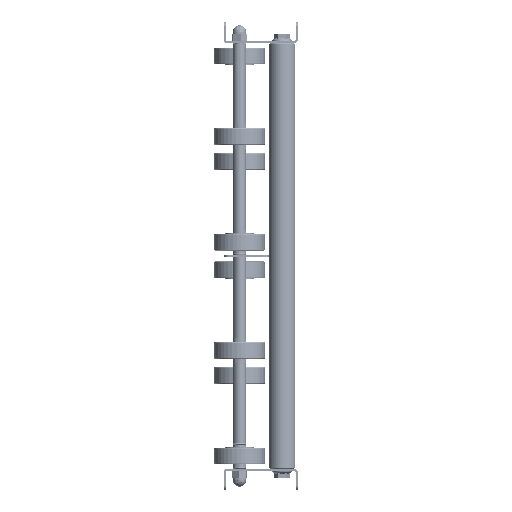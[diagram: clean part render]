
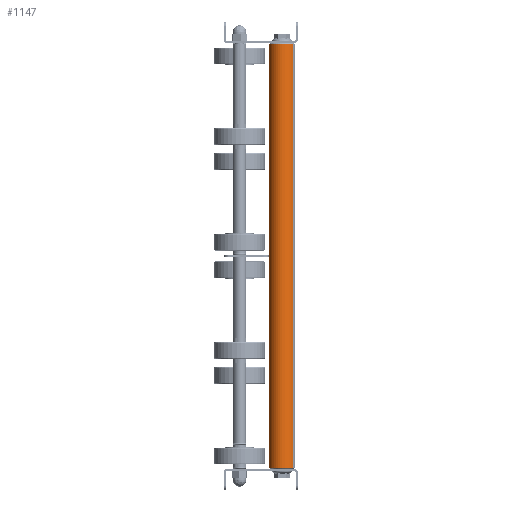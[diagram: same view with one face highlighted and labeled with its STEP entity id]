
A CAD part, left-side view. The second image highlights one B-rep face of the part: STEP entity #1147.
In plain terms, the highlighted cylindrical face has radius 12.5 mm (diameter 25 mm), a partial arc.
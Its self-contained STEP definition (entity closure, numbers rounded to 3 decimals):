
#19 = CYLINDRICAL_SURFACE ( 'NONE', #3348, 12.5 ) ;
#1109 = DIRECTION ( 'NONE',  ( -1., 0., 0. ) ) ;
#1147 = ADVANCED_FACE ( 'NONE', ( #14982 ), #19, .T. ) ;
#1277 = CARTESIAN_POINT ( 'NONE',  ( 1., 0., -12.5 ) ) ;
#1839 = VERTEX_POINT ( 'NONE', #18671 ) ;
#1935 = CARTESIAN_POINT ( 'NONE',  ( 399., 0., 12.5 ) ) ;
#2236 = CARTESIAN_POINT ( 'NONE',  ( 400., 0., 12.5 ) ) ;
#2344 = LINE ( 'NONE', #2236, #18530 ) ;
#3348 = AXIS2_PLACEMENT_3D ( 'NONE', #12939, #4592, #17955 ) ;
#4084 = DIRECTION ( 'NONE',  ( -1., 0., 0. ) ) ;
#4592 = DIRECTION ( 'NONE',  ( -1., 0., 0. ) ) ;
#5357 = VECTOR ( 'NONE', #17532, 1000. ) ;
#5765 = VERTEX_POINT ( 'NONE', #1277 ) ;
#6632 = CARTESIAN_POINT ( 'NONE',  ( 1., 0., 0. ) ) ;
#6980 = ORIENTED_EDGE ( 'NONE', *, *, #8604, .T. ) ;
#6989 = CIRCLE ( 'NONE', #11175, 12.5 ) ;
#8604 = EDGE_CURVE ( 'NONE', #14041, #5765, #10761, .T. ) ;
#10403 = DIRECTION ( 'NONE',  ( 0., 0., -1. ) ) ;
#10633 = EDGE_CURVE ( 'NONE', #11432, #14041, #2344, .T. ) ;
#10760 = LINE ( 'NONE', #20830, #5357 ) ;
#10761 = CIRCLE ( 'NONE', #16337, 12.5 ) ;
#11175 = AXIS2_PLACEMENT_3D ( 'NONE', #16099, #1109, #12724 ) ;
#11432 = VERTEX_POINT ( 'NONE', #1935 ) ;
#12612 = EDGE_CURVE ( 'NONE', #1839, #11432, #6989, .T. ) ;
#12724 = DIRECTION ( 'NONE',  ( 0., 0., -1. ) ) ;
#12939 = CARTESIAN_POINT ( 'NONE',  ( 400., 0., 0. ) ) ;
#13323 = DIRECTION ( 'NONE',  ( 1., 0., 0. ) ) ;
#14041 = VERTEX_POINT ( 'NONE', #14889 ) ;
#14889 = CARTESIAN_POINT ( 'NONE',  ( 1., 0., 12.5 ) ) ;
#14982 = FACE_OUTER_BOUND ( 'NONE', #17794, .T. ) ;
#15231 = ORIENTED_EDGE ( 'NONE', *, *, #10633, .T. ) ;
#16099 = CARTESIAN_POINT ( 'NONE',  ( 399., 0., 0. ) ) ;
#16288 = ORIENTED_EDGE ( 'NONE', *, *, #12612, .T. ) ;
#16337 = AXIS2_PLACEMENT_3D ( 'NONE', #6632, #13323, #10403 ) ;
#16733 = EDGE_CURVE ( 'NONE', #1839, #5765, #10760, .T. ) ;
#17532 = DIRECTION ( 'NONE',  ( -1., 0., 0. ) ) ;
#17794 = EDGE_LOOP ( 'NONE', ( #21167, #16288, #15231, #6980 ) ) ;
#17955 = DIRECTION ( 'NONE',  ( 0., 0., 1. ) ) ;
#18530 = VECTOR ( 'NONE', #4084, 1000. ) ;
#18671 = CARTESIAN_POINT ( 'NONE',  ( 399., 0., -12.5 ) ) ;
#20830 = CARTESIAN_POINT ( 'NONE',  ( 400., 0., -12.5 ) ) ;
#21167 = ORIENTED_EDGE ( 'NONE', *, *, #16733, .F. ) ;
